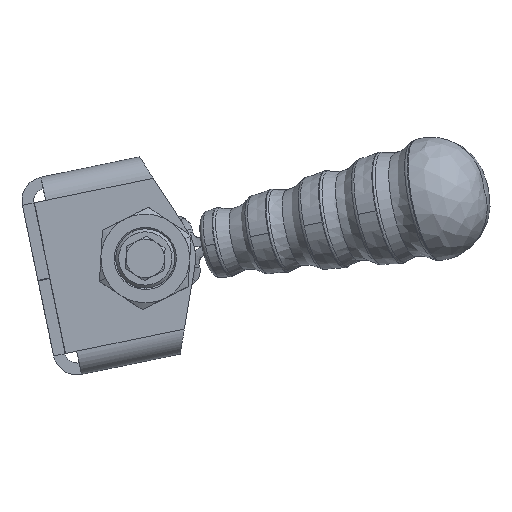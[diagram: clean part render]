
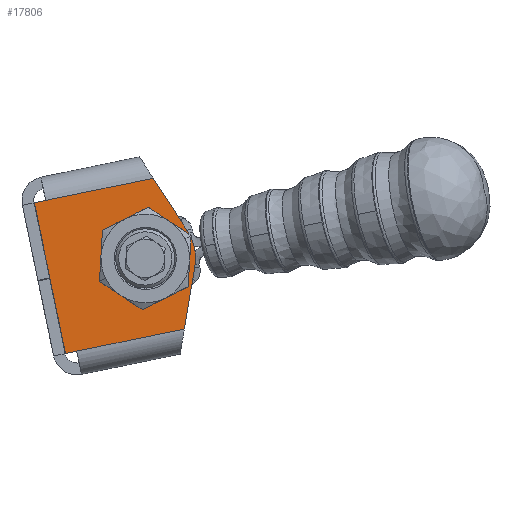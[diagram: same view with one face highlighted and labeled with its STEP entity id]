
A CAD part, left-side view. The second image highlights one B-rep face of the part: STEP entity #17806.
In plain terms, the highlighted planar face has unit normal (-1, 0, 0).
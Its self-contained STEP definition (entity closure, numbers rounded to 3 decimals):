
#1122=CARTESIAN_POINT('',(-24.946,-3.208,10.399));
#1123=VERTEX_POINT('',#1122);
#1130=CARTESIAN_POINT('',(-24.946,-4.775,2.795));
#1131=VERTEX_POINT('',#1130);
#1145=CARTESIAN_POINT('',(-24.946,10.199,3.673));
#1146=DIRECTION('',(1.,0.,0.));
#1147=DIRECTION('',(0.,0.894,-0.448));
#1148=AXIS2_PLACEMENT_3D('',#1145,#1146,#1147);
#1149=CIRCLE('',#1148,15.0);
#1150=EDGE_CURVE('',#1123,#1131,#1149,.T.);
#1160=CARTESIAN_POINT('',(-24.946,23.606,-3.053));
#1161=VERTEX_POINT('',#1160);
#1170=CARTESIAN_POINT('',(-24.946,18.447,-8.855));
#1171=VERTEX_POINT('',#1170);
#1172=CARTESIAN_POINT('',(-24.946,10.199,3.673));
#1173=DIRECTION('',(1.,0.,0.));
#1174=DIRECTION('',(0.,0.894,-0.448));
#1175=AXIS2_PLACEMENT_3D('',#1172,#1173,#1174);
#1176=CIRCLE('',#1175,15.0);
#1177=EDGE_CURVE('',#1171,#1161,#1176,.T.);
#8950=CARTESIAN_POINT('',(-24.946,37.165,-28.44));
#8951=VERTEX_POINT('',#8950);
#8958=CARTESIAN_POINT('',(-24.946,47.675,22.487));
#8959=VERTEX_POINT('',#8958);
#8960=CARTESIAN_POINT('',(-24.946,47.675,22.487));
#8961=DIRECTION('',(0.,-0.202,-0.979));
#8962=VECTOR('',#8961,52.);
#8963=LINE('',#8960,#8962);
#8964=EDGE_CURVE('',#8959,#8951,#8963,.T.);
#9053=CARTESIAN_POINT('',(-24.946,33.346,-27.651));
#9054=VERTEX_POINT('',#9053);
#9061=CARTESIAN_POINT('',(-24.946,37.165,-28.44));
#9062=DIRECTION('',(0.,-0.979,0.202));
#9063=VECTOR('',#9062,3.9);
#9064=LINE('',#9061,#9063);
#9065=EDGE_CURVE('',#8951,#9054,#9064,.T.);
#9107=CARTESIAN_POINT('',(-24.946,43.855,23.276));
#9108=VERTEX_POINT('',#9107);
#9109=CARTESIAN_POINT('',(-24.946,43.855,23.276));
#9110=DIRECTION('',(0.,0.979,-0.202));
#9111=VECTOR('',#9110,3.9);
#9112=LINE('',#9109,#9111);
#9113=EDGE_CURVE('',#9108,#8959,#9112,.T.);
#10135=CARTESIAN_POINT('',(-24.946,-3.005,-20.15));
#10136=VERTEX_POINT('',#10135);
#10154=CARTESIAN_POINT('',(-24.946,33.346,-27.651));
#10155=DIRECTION('',(0.,-0.979,0.202));
#10156=VECTOR('',#10155,37.116);
#10157=LINE('',#10154,#10156);
#10158=EDGE_CURVE('',#9054,#10136,#10157,.T.);
#10314=CARTESIAN_POINT('',(-24.946,7.505,30.777));
#10315=VERTEX_POINT('',#10314);
#10350=CARTESIAN_POINT('',(-24.946,7.505,30.777));
#10351=DIRECTION('',(0.,0.979,-0.202));
#10352=VECTOR('',#10351,37.116);
#10353=LINE('',#10350,#10352);
#10354=EDGE_CURVE('',#10315,#9108,#10353,.T.);
#10432=CARTESIAN_POINT('',(-24.946,-6.562,0.832));
#10433=VERTEX_POINT('',#10432);
#10440=CARTESIAN_POINT('',(-24.946,-6.562,0.832));
#10441=DIRECTION('',(0.,0.167,-0.986));
#10442=VECTOR('',#10441,21.281);
#10443=LINE('',#10440,#10442);
#10444=EDGE_CURVE('',#10433,#10136,#10443,.T.);
#10455=CARTESIAN_POINT('',(-24.946,-4.068,12.918));
#10456=VERTEX_POINT('',#10455);
#10457=CARTESIAN_POINT('',(-24.946,7.505,30.777));
#10458=DIRECTION('',(0.,-0.544,-0.839));
#10459=VECTOR('',#10458,21.281);
#10460=LINE('',#10457,#10459);
#10461=EDGE_CURVE('',#10315,#10456,#10460,.T.);
#10478=CARTESIAN_POINT('',(-24.946,10.199,3.673));
#10479=DIRECTION('',(1.,0.,0.));
#10480=DIRECTION('',(0.,-0.986,-0.167));
#10481=AXIS2_PLACEMENT_3D('',#10478,#10479,#10480);
#10482=CIRCLE('',#10481,17.);
#10483=EDGE_CURVE('',#10456,#10433,#10482,.T.);
#17737=CARTESIAN_POINT('',(-24.946,23.42,0.945));
#17738=DIRECTION('',(-1.0,0.0,0.0));
#17739=DIRECTION('',(0.0,-0.202,-0.979));
#17740=AXIS2_PLACEMENT_3D('',#17737,#17738,#17739);
#17741=PLANE('',#17740);
#17742=ORIENTED_EDGE('',*,*,#8964,.T.);
#17743=ORIENTED_EDGE('',*,*,#9065,.T.);
#17744=ORIENTED_EDGE('',*,*,#10158,.T.);
#17745=ORIENTED_EDGE('',*,*,#10444,.F.);
#17746=ORIENTED_EDGE('',*,*,#10483,.F.);
#17747=ORIENTED_EDGE('',*,*,#10461,.F.);
#17748=ORIENTED_EDGE('',*,*,#10354,.T.);
#17749=ORIENTED_EDGE('',*,*,#9113,.T.);
#17750=EDGE_LOOP('',(#17742,#17743,#17744,#17745,#17746,#17747,#17748,#17749));
#17751=FACE_OUTER_BOUND('',#17750,.T.);
#17752=CARTESIAN_POINT('',(-24.946,3.473,-9.734));
#17753=VERTEX_POINT('',#17752);
#17754=CARTESIAN_POINT('',(-24.946,10.199,3.673));
#17755=DIRECTION('',(1.,0.,0.));
#17756=DIRECTION('',(0.,0.894,-0.448));
#17757=AXIS2_PLACEMENT_3D('',#17754,#17755,#17756);
#17758=CIRCLE('',#17757,15.0);
#17759=EDGE_CURVE('',#1131,#17753,#17758,.T.);
#17760=ORIENTED_EDGE('',*,*,#17759,.T.);
#17761=CARTESIAN_POINT('',(-24.946,10.199,3.673));
#17762=DIRECTION('',(1.,0.,0.));
#17763=DIRECTION('',(0.,0.894,-0.448));
#17764=AXIS2_PLACEMENT_3D('',#17761,#17762,#17763);
#17765=CIRCLE('',#17764,15.0);
#17766=EDGE_CURVE('',#17753,#1171,#17765,.T.);
#17767=ORIENTED_EDGE('',*,*,#17766,.T.);
#17768=ORIENTED_EDGE('',*,*,#1177,.T.);
#17769=CARTESIAN_POINT('',(-24.946,25.173,4.552));
#17770=VERTEX_POINT('',#17769);
#17771=CARTESIAN_POINT('',(-24.946,10.199,3.673));
#17772=DIRECTION('',(1.,0.,0.));
#17773=DIRECTION('',(0.,0.894,-0.448));
#17774=AXIS2_PLACEMENT_3D('',#17771,#17772,#17773);
#17775=CIRCLE('',#17774,15.0);
#17776=EDGE_CURVE('',#1161,#17770,#17775,.T.);
#17777=ORIENTED_EDGE('',*,*,#17776,.T.);
#17778=CARTESIAN_POINT('',(-24.946,16.925,17.081));
#17779=VERTEX_POINT('',#17778);
#17780=CARTESIAN_POINT('',(-24.946,10.199,3.673));
#17781=DIRECTION('',(1.,0.,0.));
#17782=DIRECTION('',(0.,0.894,-0.448));
#17783=AXIS2_PLACEMENT_3D('',#17780,#17781,#17782);
#17784=CIRCLE('',#17783,15.0);
#17785=EDGE_CURVE('',#17770,#17779,#17784,.T.);
#17786=ORIENTED_EDGE('',*,*,#17785,.T.);
#17787=CARTESIAN_POINT('',(-24.946,1.951,16.202));
#17788=VERTEX_POINT('',#17787);
#17789=CARTESIAN_POINT('',(-24.946,10.199,3.673));
#17790=DIRECTION('',(1.,0.,0.));
#17791=DIRECTION('',(0.,0.894,-0.448));
#17792=AXIS2_PLACEMENT_3D('',#17789,#17790,#17791);
#17793=CIRCLE('',#17792,15.0);
#17794=EDGE_CURVE('',#17779,#17788,#17793,.T.);
#17795=ORIENTED_EDGE('',*,*,#17794,.T.);
#17796=CARTESIAN_POINT('',(-24.946,10.199,3.673));
#17797=DIRECTION('',(1.,0.,0.));
#17798=DIRECTION('',(0.,0.894,-0.448));
#17799=AXIS2_PLACEMENT_3D('',#17796,#17797,#17798);
#17800=CIRCLE('',#17799,15.0);
#17801=EDGE_CURVE('',#17788,#1123,#17800,.T.);
#17802=ORIENTED_EDGE('',*,*,#17801,.T.);
#17803=ORIENTED_EDGE('',*,*,#1150,.T.);
#17804=EDGE_LOOP('',(#17760,#17767,#17768,#17777,#17786,#17795,#17802,#17803));
#17805=FACE_BOUND('',#17804,.T.);
#17806=ADVANCED_FACE('',(#17751,#17805),#17741,.T.);
